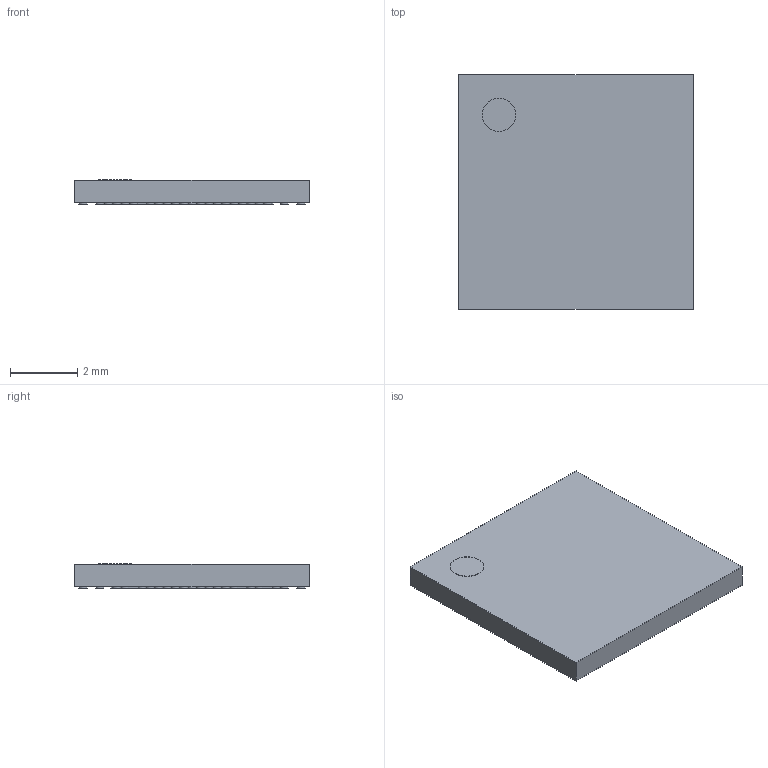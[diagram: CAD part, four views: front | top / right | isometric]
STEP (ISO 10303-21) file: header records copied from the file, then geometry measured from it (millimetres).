
FILE_DESCRIPTION(/* description */ (''),/* implementation_level */ '2;1');
FILE_NAME(/* name */ 'aQFN73 v2.step',/* time_stamp */ '2020-06-17T15:17:12-04:00',/* author */ (''),/* organization */ (''),/* preprocessor_version */ 'ST-DEVELOPER v18.1',/* originating_system */ 'Autodesk Translation Framework v9.3.0.1241',/* authorisation */ '');
FILE_SCHEMA (('AUTOMOTIVE_DESIGN { 1 0 10303 214 3 1 1 }'));
Length unit declared in the file: millimetre
Products named in the file (1): aQFN73
Bounding box: 7 x 7 x 0.73 mm (x, y, z)
Volume: 34.4 mm3; surface area: 176.4 mm2
Topology: 76 solids, 76 shells, 236 faces, 252 edges, 168 vertices
Faces by surface type: plane 162, cylinder 74
Full cylindrical faces by diameter (mm): 0.25 x73, 1 x1
Entity records: 4423 total; most frequent: DIRECTION 874, CARTESIAN_POINT 657, ORIENTED_EDGE 504, AXIS2_PLACEMENT_3D 385, EDGE_CURVE 252, FACE_OUTER_BOUND 236, EDGE_LOOP 236, ADVANCED_FACE 236
